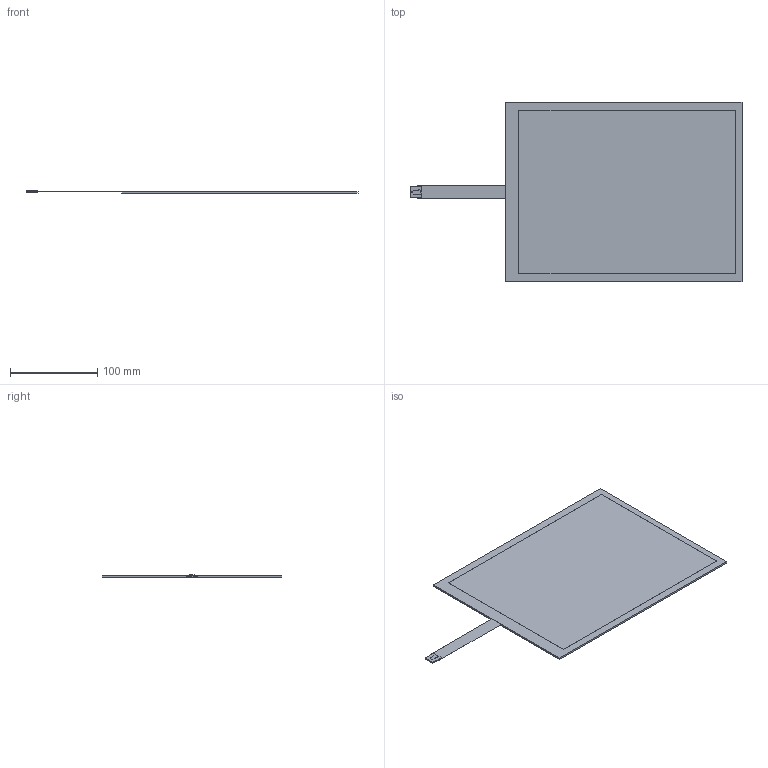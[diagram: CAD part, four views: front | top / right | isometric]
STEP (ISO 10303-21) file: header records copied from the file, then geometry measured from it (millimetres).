
FILE_DESCRIPTION(/* description */ (''),/* implementation_level */ '2;1');
FILE_NAME(/* name */ 'FST-T121C110A.stp',/* time_stamp */ '2023-08-09T15:26:20+09:00',/* author */ ('n-hirata'),/* organization */ (''),/* preprocessor_version */ 'ST-DEVELOPER v18',/* originating_system */ 'Autodesk Inventor 2020',/* authorisation */ '');
FILE_SCHEMA (('AUTOMOTIVE_DESIGN { 1 0 10303 214 3 1 1 }'));
Length unit declared in the file: millimetre
Products named in the file (1): FST-T121C110A
Bounding box: 381.18 x 205.74 x 3.15 mm (x, y, z)
Volume: 112926.2 mm3; surface area: 117095 mm2
Topology: 1 solids, 1 shells, 43 faces, 134 edges, 116 vertices
Faces by surface type: plane 43
Entity records: 1447 total; most frequent: CARTESIAN_POINT 274, ORIENTED_EDGE 228, DIRECTION 202, LINE 114, VECTOR 114, EDGE_CURVE 114, VERTEX_POINT 76, EDGE_LOOP 46
